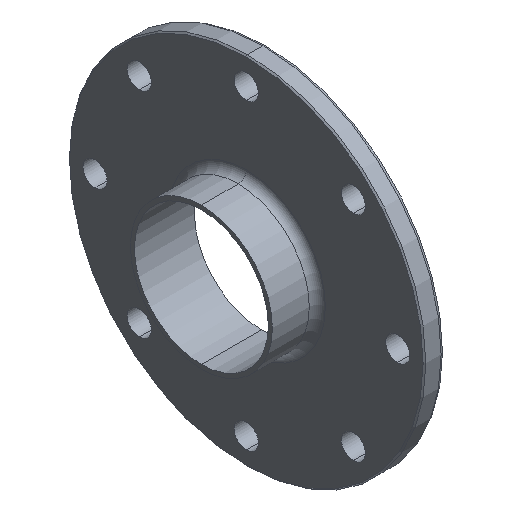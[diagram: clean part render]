
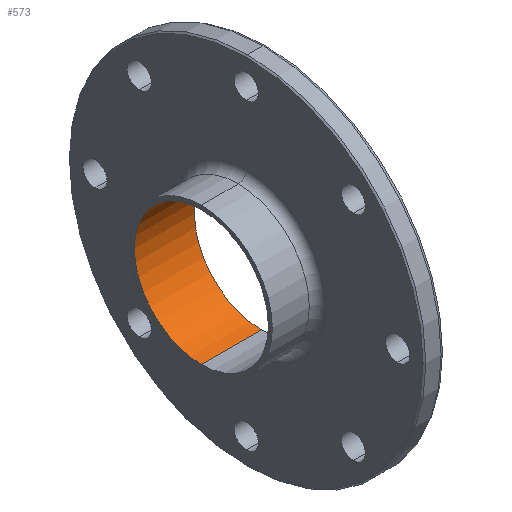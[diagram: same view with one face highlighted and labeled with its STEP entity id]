
A CAD part, isometric view. The second image highlights one B-rep face of the part: STEP entity #573.
In plain terms, the highlighted cylindrical face has radius 25 mm (diameter 50 mm), a partial arc.
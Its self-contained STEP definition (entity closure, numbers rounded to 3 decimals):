
#11 = ORIENTED_EDGE ( 'NONE', *, *, #485, .F. ) ;
#40 = VERTEX_POINT ( 'NONE', #1097 ) ;
#70 = LINE ( 'NONE', #1075, #310 ) ;
#104 = CARTESIAN_POINT ( 'NONE',  ( 12.245, 0., -25. ) ) ;
#111 = ORIENTED_EDGE ( 'NONE', *, *, #187, .T. ) ;
#178 = AXIS2_PLACEMENT_3D ( 'NONE', #1139, #239, #753 ) ;
#187 = EDGE_CURVE ( 'NONE', #1014, #598, #988, .T. ) ;
#192 = VECTOR ( 'NONE', #1231, 1000. ) ;
#200 = DIRECTION ( 'NONE',  ( -1., 0., 0. ) ) ;
#239 = DIRECTION ( 'NONE',  ( -1., 0., 0. ) ) ;
#310 = VECTOR ( 'NONE', #669, 1000. ) ;
#319 = CYLINDRICAL_SURFACE ( 'NONE', #1280, 25. ) ;
#329 = EDGE_LOOP ( 'NONE', ( #685, #11, #439, #111 ) ) ;
#351 = LINE ( 'NONE', #832, #192 ) ;
#439 = ORIENTED_EDGE ( 'NONE', *, *, #888, .T. ) ;
#479 = DIRECTION ( 'NONE',  ( 0., 0., 1. ) ) ;
#485 = EDGE_CURVE ( 'NONE', #40, #1145, #1285, .T. ) ;
#505 = AXIS2_PLACEMENT_3D ( 'NONE', #1265, #678, #479 ) ;
#514 = DIRECTION ( 'NONE',  ( 0., 0., 1. ) ) ;
#573 = ADVANCED_FACE ( 'NONE', ( #1017 ), #319, .F. ) ;
#598 = VERTEX_POINT ( 'NONE', #806 ) ;
#652 = CARTESIAN_POINT ( 'NONE',  ( -10.167, 0., 25. ) ) ;
#669 = DIRECTION ( 'NONE',  ( -1., 0., 0. ) ) ;
#678 = DIRECTION ( 'NONE',  ( -1., 0., 0. ) ) ;
#685 = ORIENTED_EDGE ( 'NONE', *, *, #1067, .F. ) ;
#753 = DIRECTION ( 'NONE',  ( 0., 0., 1. ) ) ;
#806 = CARTESIAN_POINT ( 'NONE',  ( -10.167, 0., -25. ) ) ;
#832 = CARTESIAN_POINT ( 'NONE',  ( -59.784, 0., -25. ) ) ;
#888 = EDGE_CURVE ( 'NONE', #40, #1014, #70, .T. ) ;
#908 = CARTESIAN_POINT ( 'NONE',  ( -59.784, 0., 0. ) ) ;
#988 = CIRCLE ( 'NONE', #178, 25. ) ;
#1014 = VERTEX_POINT ( 'NONE', #652 ) ;
#1017 = FACE_OUTER_BOUND ( 'NONE', #329, .T. ) ;
#1067 = EDGE_CURVE ( 'NONE', #1145, #598, #351, .T. ) ;
#1075 = CARTESIAN_POINT ( 'NONE',  ( -59.784, 0., 25. ) ) ;
#1097 = CARTESIAN_POINT ( 'NONE',  ( 12.245, 0., 25. ) ) ;
#1139 = CARTESIAN_POINT ( 'NONE',  ( -10.167, 0., 0. ) ) ;
#1145 = VERTEX_POINT ( 'NONE', #104 ) ;
#1231 = DIRECTION ( 'NONE',  ( -1., 0., 0. ) ) ;
#1265 = CARTESIAN_POINT ( 'NONE',  ( 12.245, 0., 0. ) ) ;
#1280 = AXIS2_PLACEMENT_3D ( 'NONE', #908, #200, #514 ) ;
#1285 = CIRCLE ( 'NONE', #505, 25. ) ;
